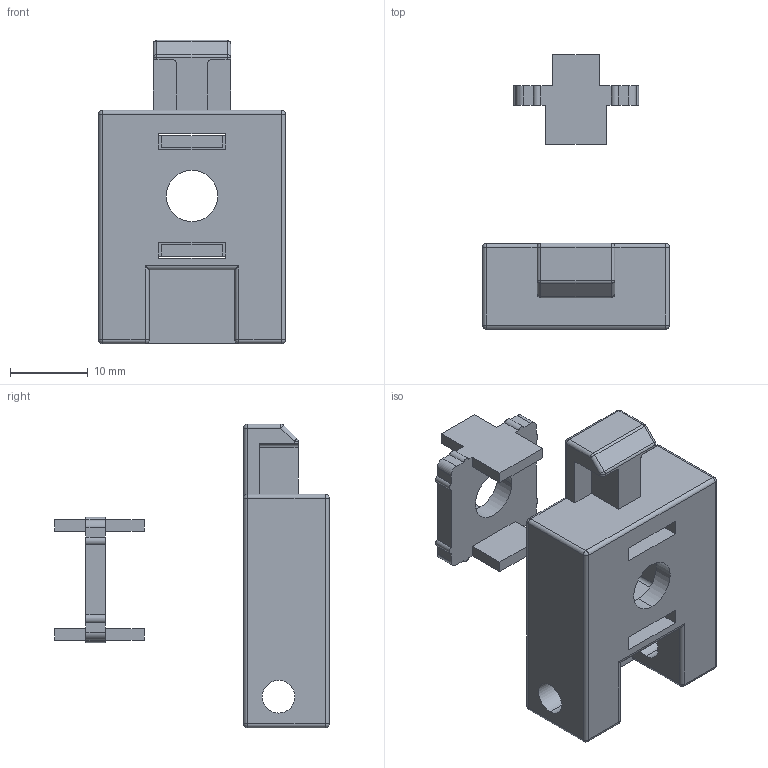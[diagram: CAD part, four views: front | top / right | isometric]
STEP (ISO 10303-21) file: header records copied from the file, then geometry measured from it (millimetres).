
FILE_DESCRIPTION (( 'STEP AP214' ), '1' );
FILE_NAME ('093160.STEP', '2013-11-08T13:46:51', ( '' ), ( '' ), 'SwSTEP 2.0', 'SolidWorks 2012', '' );
FILE_SCHEMA (( 'AUTOMOTIVE_DESIGN' ));
Length unit declared in the file: millimetre
Products named in the file (3): 093160-1; 093160; 093160-2
Assembly tree (2 placements, depth 2):
  093160
    093160-1
    093160-2
Bounding box: 24 x 35.25 x 39 mm (x, y, z)
Volume: 5514.8 mm3; surface area: 4657.7 mm2
Topology: 2 solids, 2 shells, 146 faces, 379 edges, 222 vertices
Faces by surface type: plane 64, cylinder 62, sphere 16, bspline 4
Entity records: 4515 total; most frequent: CARTESIAN_POINT 854, DIRECTION 751, ORIENTED_EDGE 730, EDGE_CURVE 365, AXIS2_PLACEMENT_3D 255, LINE 241, VECTOR 241, VERTEX_POINT 222
